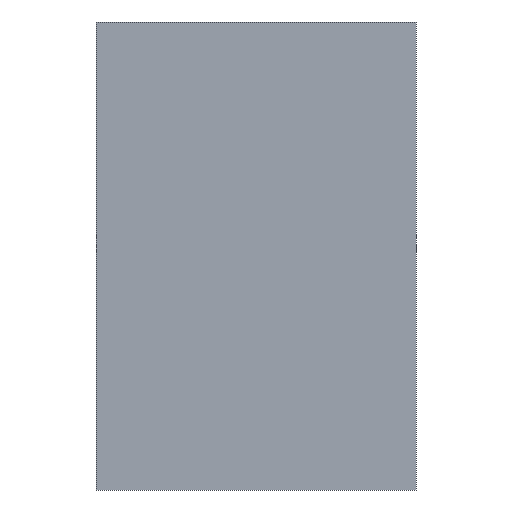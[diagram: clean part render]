
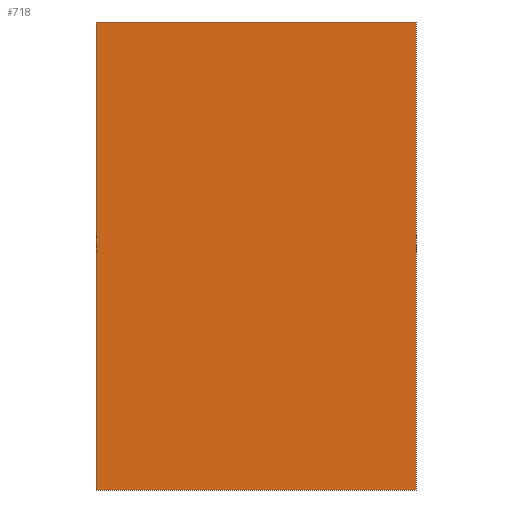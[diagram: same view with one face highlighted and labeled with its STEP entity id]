
A CAD part, front view. The second image highlights one B-rep face of the part: STEP entity #718.
In plain terms, the highlighted planar face has unit normal (0, -1, 0).
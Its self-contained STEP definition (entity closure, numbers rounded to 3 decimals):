
#56=PLANE('',#803);
#94=FACE_OUTER_BOUND('',#148,.T.);
#148=EDGE_LOOP('',(#665,#666,#667,#668));
#209=LINE('',#1178,#281);
#213=LINE('',#1186,#285);
#216=LINE('',#1192,#288);
#219=LINE('',#1197,#291);
#281=VECTOR('',#980,10.);
#285=VECTOR('',#986,10.);
#288=VECTOR('',#991,10.);
#291=VECTOR('',#996,10.);
#373=VERTEX_POINT('',#1176);
#374=VERTEX_POINT('',#1177);
#377=VERTEX_POINT('',#1185);
#379=VERTEX_POINT('',#1191);
#465=EDGE_CURVE('',#373,#374,#209,.T.);
#469=EDGE_CURVE('',#377,#373,#213,.T.);
#472=EDGE_CURVE('',#379,#377,#216,.T.);
#475=EDGE_CURVE('',#374,#379,#219,.T.);
#665=ORIENTED_EDGE('',*,*,#475,.F.);
#666=ORIENTED_EDGE('',*,*,#465,.F.);
#667=ORIENTED_EDGE('',*,*,#469,.F.);
#668=ORIENTED_EDGE('',*,*,#472,.F.);
#718=ADVANCED_FACE('',(#94),#56,.F.);
#803=AXIS2_PLACEMENT_3D('',#1200,#1000,#1001);
#980=DIRECTION('',(0.,0.,-1.));
#986=DIRECTION('',(1.,0.,0.));
#991=DIRECTION('',(0.,0.,1.));
#996=DIRECTION('',(-1.,0.,0.));
#1000=DIRECTION('center_axis',(0.,1.,0.));
#1001=DIRECTION('ref_axis',(0.,0.,1.));
#1176=CARTESIAN_POINT('',(80.,0.,117.));
#1177=CARTESIAN_POINT('',(80.,0.,-117.));
#1178=CARTESIAN_POINT('',(80.,0.,117.));
#1185=CARTESIAN_POINT('',(-80.,0.,117.));
#1186=CARTESIAN_POINT('',(-80.,0.,117.));
#1191=CARTESIAN_POINT('',(-80.,0.,-117.));
#1192=CARTESIAN_POINT('',(-80.,0.,-117.));
#1197=CARTESIAN_POINT('',(80.,0.,-117.));
#1200=CARTESIAN_POINT('Origin',(0.,0.,0.));
